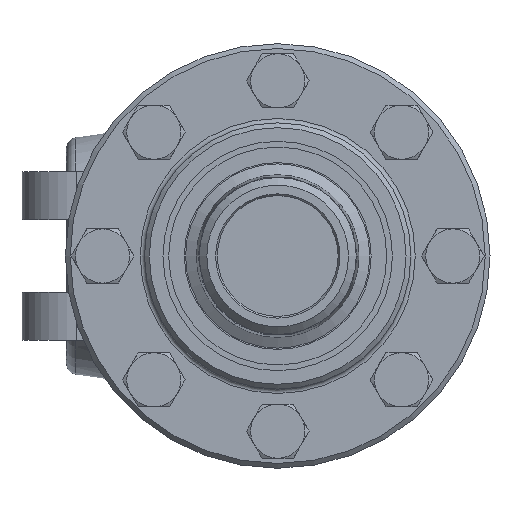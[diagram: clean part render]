
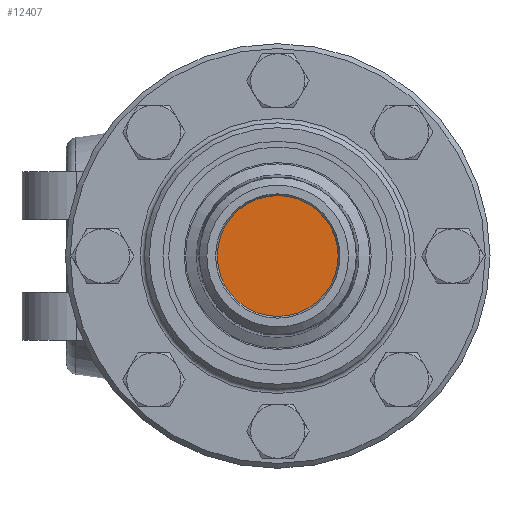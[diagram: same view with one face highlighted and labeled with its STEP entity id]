
A CAD part, left-side view. The second image highlights one B-rep face of the part: STEP entity #12407.
In plain terms, the highlighted planar face has unit normal (-1, 0, 0).
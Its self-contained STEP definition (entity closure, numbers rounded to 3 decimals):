
#479=PLANE('',#13166);
#1289=FACE_OUTER_BOUND('',#2023,.T.);
#2023=EDGE_LOOP('',(#8513));
#2845=CIRCLE('',#13167,15.9);
#5342=VERTEX_POINT('',#17764);
#6588=EDGE_CURVE('',#5342,#5342,#2845,.T.);
#8513=ORIENTED_EDGE('',*,*,#6588,.F.);
#12407=ADVANCED_FACE('',(#1289),#479,.T.);
#13166=AXIS2_PLACEMENT_3D('',#17763,#14396,#14397);
#13167=AXIS2_PLACEMENT_3D('',#17765,#14398,#14399);
#14396=DIRECTION('center_axis',(-1.,0.,0.));
#14397=DIRECTION('ref_axis',(0.,0.,1.));
#14398=DIRECTION('center_axis',(1.,0.,0.));
#14399=DIRECTION('ref_axis',(0.,1.,0.));
#17763=CARTESIAN_POINT('Origin',(-32.106,0.,0.));
#17764=CARTESIAN_POINT('',(-32.106,-15.9,0.));
#17765=CARTESIAN_POINT('Origin',(-32.106,0.,0.));
